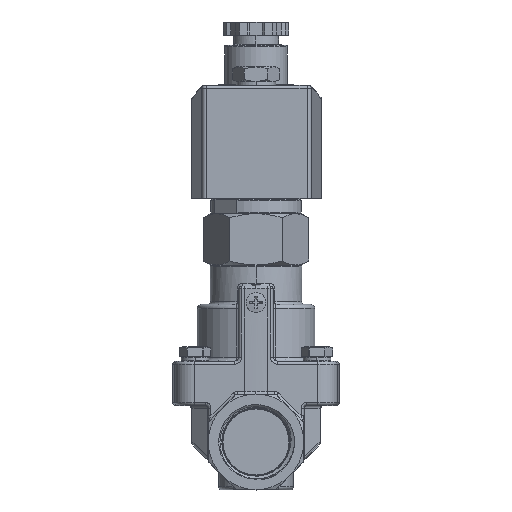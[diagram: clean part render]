
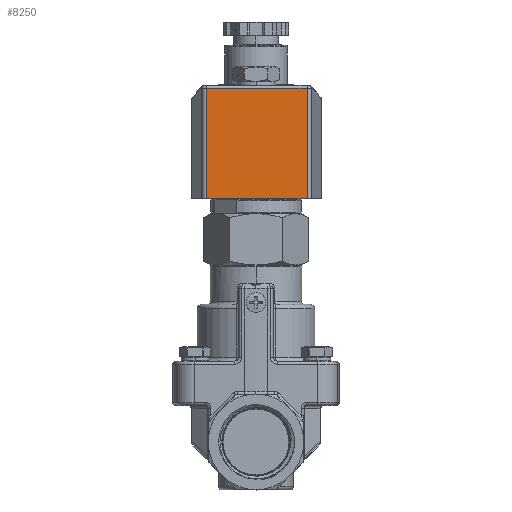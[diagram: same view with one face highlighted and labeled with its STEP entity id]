
A CAD part, top view. The second image highlights one B-rep face of the part: STEP entity #8250.
In plain terms, the highlighted planar face has unit normal (0, 0, 1).
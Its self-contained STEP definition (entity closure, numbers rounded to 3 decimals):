
#753 = VERTEX_POINT ( 'NONE', #2658 ) ;
#2658 = CARTESIAN_POINT ( 'NONE',  ( 17.907, 140.756, 27. ) ) ;
#3212 = EDGE_CURVE ( 'NONE', #65878, #92725, #27549, .T. ) ;
#8250 = ADVANCED_FACE ( 'NONE', ( #183887 ), #43108, .T. ) ;
#10946 = DIRECTION ( 'NONE',  ( -1., 0., 0. ) ) ;
#14820 = LINE ( 'NONE', #111643, #90960 ) ;
#25736 = CARTESIAN_POINT ( 'NONE',  ( 17.907, 141.756, 27. ) ) ;
#27549 = LINE ( 'NONE', #76014, #61063 ) ;
#43108 = PLANE ( 'NONE',  #55422 ) ;
#43724 = CARTESIAN_POINT ( 'NONE',  ( -18.788, 141.756, 27. ) ) ;
#55422 = AXIS2_PLACEMENT_3D ( 'NONE', #43724, #144062, #58102 ) ;
#57608 = EDGE_CURVE ( 'NONE', #83050, #65878, #14820, .T. ) ;
#58102 = DIRECTION ( 'NONE',  ( 0., -1., 0. ) ) ;
#61063 = VECTOR ( 'NONE', #147573, 1000. ) ;
#65878 = VERTEX_POINT ( 'NONE', #170162 ) ;
#75812 = EDGE_CURVE ( 'NONE', #753, #92725, #144395, .T. ) ;
#76014 = CARTESIAN_POINT ( 'NONE',  ( -17.484, 141.896, 27. ) ) ;
#77108 = CARTESIAN_POINT ( 'NONE',  ( 17.907, 102.1, 27. ) ) ;
#83050 = VERTEX_POINT ( 'NONE', #77108 ) ;
#86584 = LINE ( 'NONE', #25736, #162978 ) ;
#87901 = CARTESIAN_POINT ( 'NONE',  ( -17.484, 140.756, 27. ) ) ;
#90960 = VECTOR ( 'NONE', #10946, 1000. ) ;
#92725 = VERTEX_POINT ( 'NONE', #87901 ) ;
#94326 = ORIENTED_EDGE ( 'NONE', *, *, #75812, .T. ) ;
#109676 = DIRECTION ( 'NONE',  ( -1., 0., 0. ) ) ;
#111643 = CARTESIAN_POINT ( 'NONE',  ( -18.788, 102.1, 27. ) ) ;
#115758 = EDGE_CURVE ( 'NONE', #83050, #753, #86584, .T. ) ;
#119147 = ORIENTED_EDGE ( 'NONE', *, *, #57608, .F. ) ;
#125321 = DIRECTION ( 'NONE',  ( 0., 1., 0. ) ) ;
#139902 = VECTOR ( 'NONE', #109676, 1000. ) ;
#140342 = ORIENTED_EDGE ( 'NONE', *, *, #115758, .T. ) ;
#141803 = EDGE_LOOP ( 'NONE', ( #140342, #94326, #154779, #119147 ) ) ;
#144062 = DIRECTION ( 'NONE',  ( 0., 0., 1. ) ) ;
#144395 = LINE ( 'NONE', #166916, #139902 ) ;
#147573 = DIRECTION ( 'NONE',  ( 0., 1., 0. ) ) ;
#154779 = ORIENTED_EDGE ( 'NONE', *, *, #3212, .F. ) ;
#162978 = VECTOR ( 'NONE', #125321, 1000. ) ;
#166916 = CARTESIAN_POINT ( 'NONE',  ( -18.788, 140.756, 27. ) ) ;
#170162 = CARTESIAN_POINT ( 'NONE',  ( -17.484, 102.1, 27. ) ) ;
#183887 = FACE_OUTER_BOUND ( 'NONE', #141803, .T. ) ;
